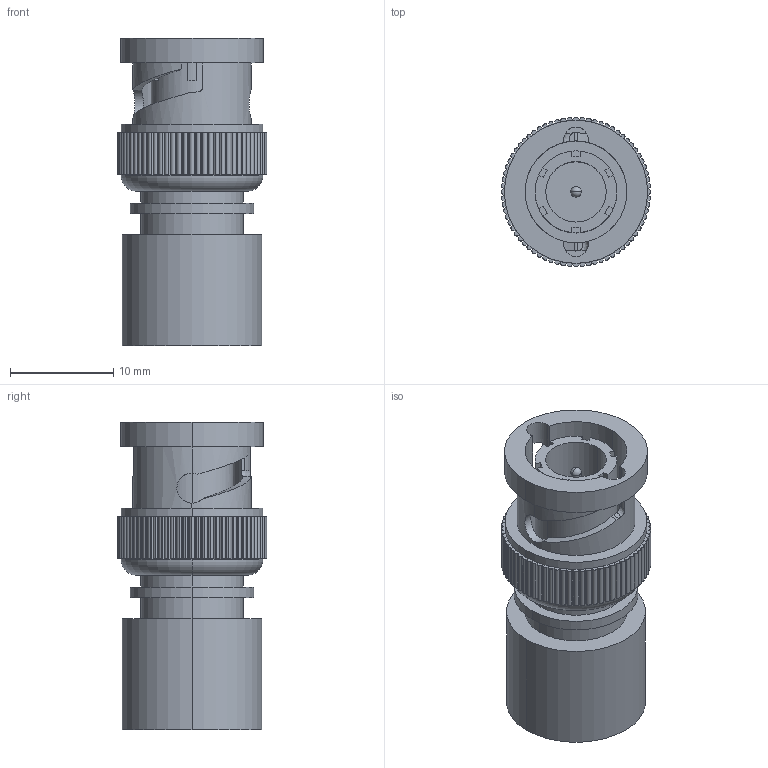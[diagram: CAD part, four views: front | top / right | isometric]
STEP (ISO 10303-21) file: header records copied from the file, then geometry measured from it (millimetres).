
FILE_DESCRIPTION (( 'STEP AP203' ), '1' );
FILE_NAME ('BTB7MD.STEP', '2006-06-30T19:41:55', ( ' ' ), ( ' ' ), 'SwSTEP 2.0', 'SolidWorks 2005354', '' );
FILE_SCHEMA (( 'CONFIG_CONTROL_DESIGN' ));
Length unit declared in the file: inch
Products named in the file (1): BTB7MD
Bounding box: 14.48 x 14.48 x 29.72 mm (x, y, z)
Volume: 2998.6 mm3; surface area: 2862.9 mm2
Topology: 1 solids, 1 shells, 374 faces, 1080 edges, 717 vertices
Faces by surface type: plane 204, cylinder 139, bspline 27, torus 2, sphere 2
Entity records: 14871 total; most frequent: CARTESIAN_POINT 4953, ORIENTED_EDGE 2152, DIRECTION 1964, EDGE_CURVE 1076, VERTEX_POINT 715, LINE 708, VECTOR 708, AXIS2_PLACEMENT_3D 628
